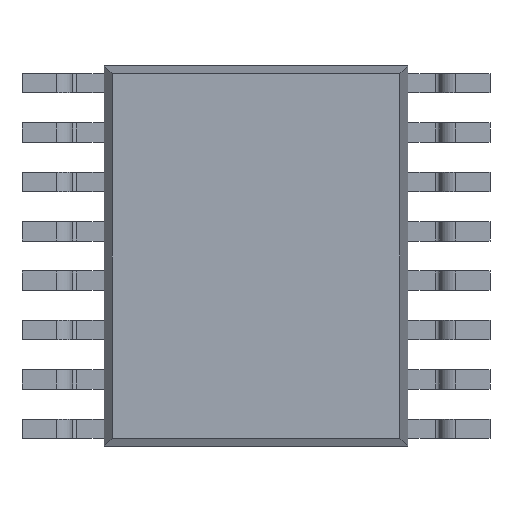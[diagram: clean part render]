
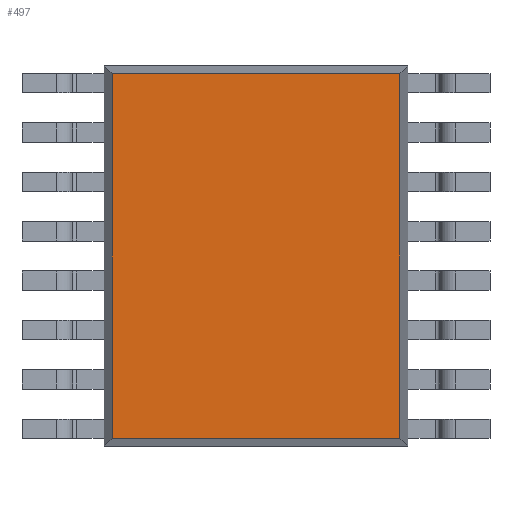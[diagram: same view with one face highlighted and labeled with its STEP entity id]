
A CAD part, front view. The second image highlights one B-rep face of the part: STEP entity #497.
In plain terms, the highlighted planar face has unit normal (0, -1, 0).
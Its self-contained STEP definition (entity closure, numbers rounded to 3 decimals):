
#40 = VECTOR ( 'NONE', #1550, 1000. ) ;
#497 = ADVANCED_FACE ( 'NONE', ( #1825 ), #7283, .T. ) ;
#766 = CARTESIAN_POINT ( 'NONE',  ( -1.85, 0.175, 2.445 ) ) ;
#908 = VECTOR ( 'NONE', #4285, 1000. ) ;
#1149 = ORIENTED_EDGE ( 'NONE', *, *, #2537, .T. ) ;
#1347 = EDGE_CURVE ( 'NONE', #6474, #3993, #3049, .T. ) ;
#1411 = LINE ( 'NONE', #2126, #40 ) ;
#1550 = DIRECTION ( 'NONE',  ( -1., 0., 0. ) ) ;
#1825 = FACE_OUTER_BOUND ( 'NONE', #4980, .T. ) ;
#2126 = CARTESIAN_POINT ( 'NONE',  ( 1.95, 0.175, 2.345 ) ) ;
#2328 = LINE ( 'NONE', #3731, #6685 ) ;
#2537 = EDGE_CURVE ( 'NONE', #3732, #3478, #5710, .T. ) ;
#2664 = ORIENTED_EDGE ( 'NONE', *, *, #1347, .T. ) ;
#2858 = CARTESIAN_POINT ( 'NONE',  ( -1.85, 0.175, -2.345 ) ) ;
#3049 = LINE ( 'NONE', #766, #6434 ) ;
#3187 = EDGE_CURVE ( 'NONE', #3993, #3732, #2328, .T. ) ;
#3346 = DIRECTION ( 'NONE',  ( 0., -1., 0. ) ) ;
#3478 = VERTEX_POINT ( 'NONE', #6299 ) ;
#3706 = CARTESIAN_POINT ( 'NONE',  ( 1.85, 0.175, -2.345 ) ) ;
#3731 = CARTESIAN_POINT ( 'NONE',  ( -1.95, 0.175, -2.345 ) ) ;
#3732 = VERTEX_POINT ( 'NONE', #3706 ) ;
#3993 = VERTEX_POINT ( 'NONE', #2858 ) ;
#4285 = DIRECTION ( 'NONE',  ( 0., 0., 1. ) ) ;
#4302 = DIRECTION ( 'NONE',  ( 1., 0., 0. ) ) ;
#4421 = ORIENTED_EDGE ( 'NONE', *, *, #6818, .T. ) ;
#4452 = CARTESIAN_POINT ( 'NONE',  ( 0., 0.175, 0. ) ) ;
#4980 = EDGE_LOOP ( 'NONE', ( #6971, #1149, #4421, #2664 ) ) ;
#5312 = AXIS2_PLACEMENT_3D ( 'NONE', #4452, #3346, #6239 ) ;
#5710 = LINE ( 'NONE', #5889, #908 ) ;
#5882 = DIRECTION ( 'NONE',  ( 0., 0., -1. ) ) ;
#5889 = CARTESIAN_POINT ( 'NONE',  ( 1.85, 0.175, -2.445 ) ) ;
#6239 = DIRECTION ( 'NONE',  ( 0., 0., -1. ) ) ;
#6299 = CARTESIAN_POINT ( 'NONE',  ( 1.85, 0.175, 2.345 ) ) ;
#6434 = VECTOR ( 'NONE', #5882, 1000. ) ;
#6474 = VERTEX_POINT ( 'NONE', #7273 ) ;
#6685 = VECTOR ( 'NONE', #4302, 1000. ) ;
#6818 = EDGE_CURVE ( 'NONE', #3478, #6474, #1411, .T. ) ;
#6971 = ORIENTED_EDGE ( 'NONE', *, *, #3187, .T. ) ;
#7273 = CARTESIAN_POINT ( 'NONE',  ( -1.85, 0.175, 2.345 ) ) ;
#7283 = PLANE ( 'NONE',  #5312 ) ;
